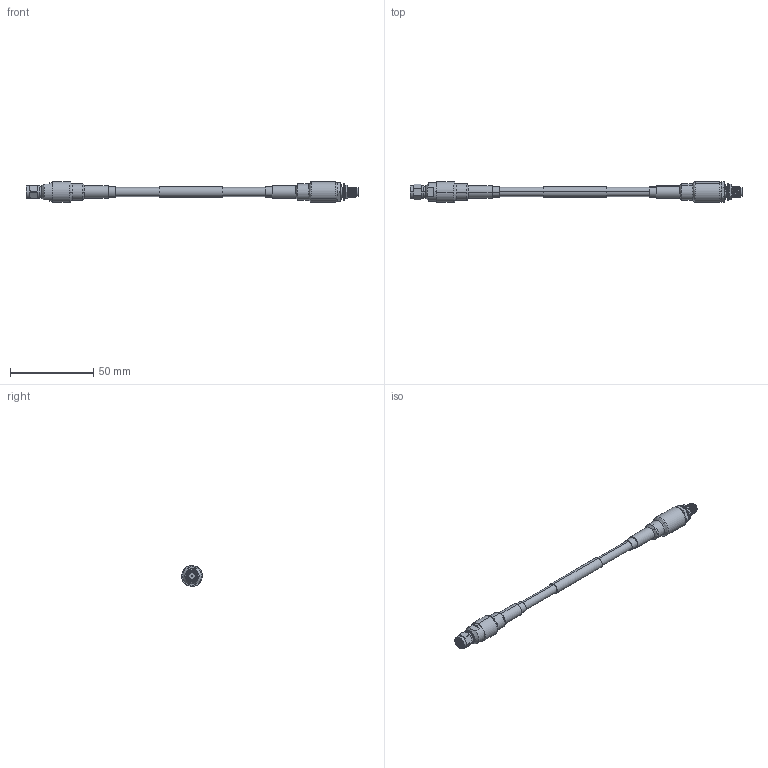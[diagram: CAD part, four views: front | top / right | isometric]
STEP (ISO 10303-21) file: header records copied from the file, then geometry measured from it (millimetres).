
FILE_DESCRIPTION (( 'STEP AP214' ), '1' );
FILE_NAME ('FMCA100012_3D.step', '2025-04-28T22:59:47', ( '' ), ( '' ), 'SwSTEP 2.0', 'SolidWorks 2022', '' );
FILE_SCHEMA (( 'AUTOMOTIVE_DESIGN' ));
Length unit declared in the file: inch
Products named in the file (8): WIN-157141^FMCN5142; FMCN5142; Heat shrink 2^FMCA100012; FM-R200LL^FMCA100012; FMCA100012_3D; Heat shrink^FMCA100012; FMCN5141; WIN-157142^FMCN5142
Assembly tree (7 placements, depth 3):
  FMCA100012_3D
    FM-R200LL^FMCA100012
    FMCN5141
    FMCN5142
      WIN-157141^FMCN5142
      WIN-157142^FMCN5142
    Heat shrink^FMCA100012
    Heat shrink 2^FMCA100012
Bounding box: 199.37 x 12.5 x 12.5 mm (x, y, z)
Volume: 13921.3 mm3; surface area: 10364.7 mm2
Topology: 7 solids, 7 shells, 385 faces, 943 edges, 597 vertices
Faces by surface type: cylinder 155, plane 141, cone 64, bspline 17, torus 8
Entity records: 16868 total; most frequent: CARTESIAN_POINT 7828, ORIENTED_EDGE 1886, DIRECTION 1781, EDGE_CURVE 943, AXIS2_PLACEMENT_3D 725, VERTEX_POINT 597, EDGE_LOOP 414, ADVANCED_FACE 385
